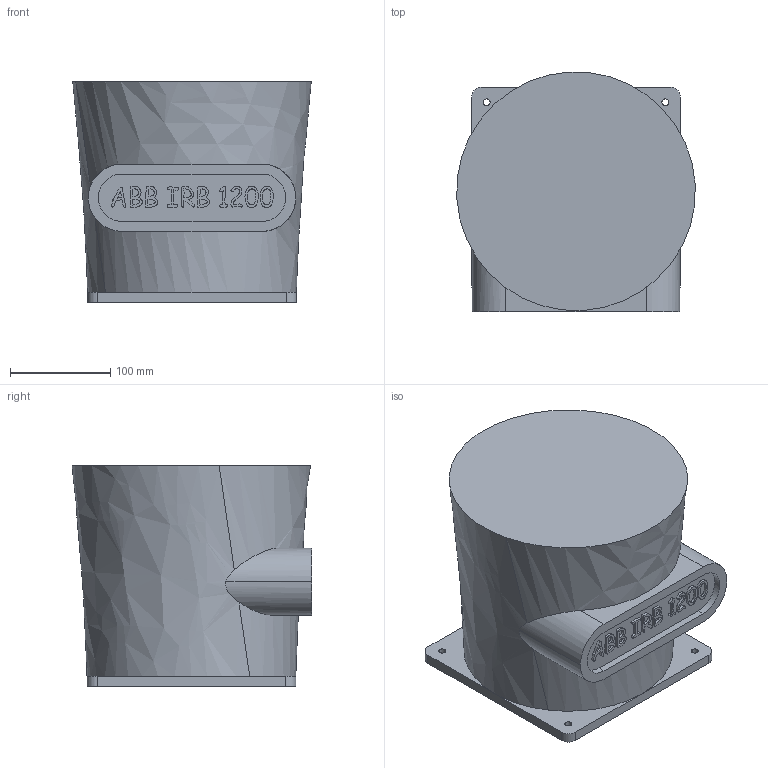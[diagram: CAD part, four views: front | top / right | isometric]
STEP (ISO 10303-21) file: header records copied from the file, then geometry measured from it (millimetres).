
FILE_DESCRIPTION (( 'STEP AP203' ), '1' );
FILE_NAME ('Base_Link0_Default_sldprt.STEP', '2023-05-15T21:54:06', ( 'User' ), ( '' ), 'SwSTEP 2.0', 'SolidWorks 2023', '' );
FILE_SCHEMA (( 'CONFIG_CONTROL_DESIGN' ));
Length unit declared in the file: centimetre
Products named in the file (1): Base_Link0_Default_sldprt
Bounding box: 237.57 x 238.79 x 220 mm (x, y, z)
Volume: 8778321 mm3; surface area: 272238.8 mm2
Topology: 1 solids, 1 shells, 301 faces, 830 edges, 552 vertices
Faces by surface type: bspline 207, plane 79, cylinder 15
Entity records: 16654 total; most frequent: CARTESIAN_POINT 10304, ORIENTED_EDGE 1660, EDGE_CURVE 830, DIRECTION 633, VERTEX_POINT 552, B_SPLINE_CURVE_WITH_KNOTS 421, LINE 375, VECTOR 375
